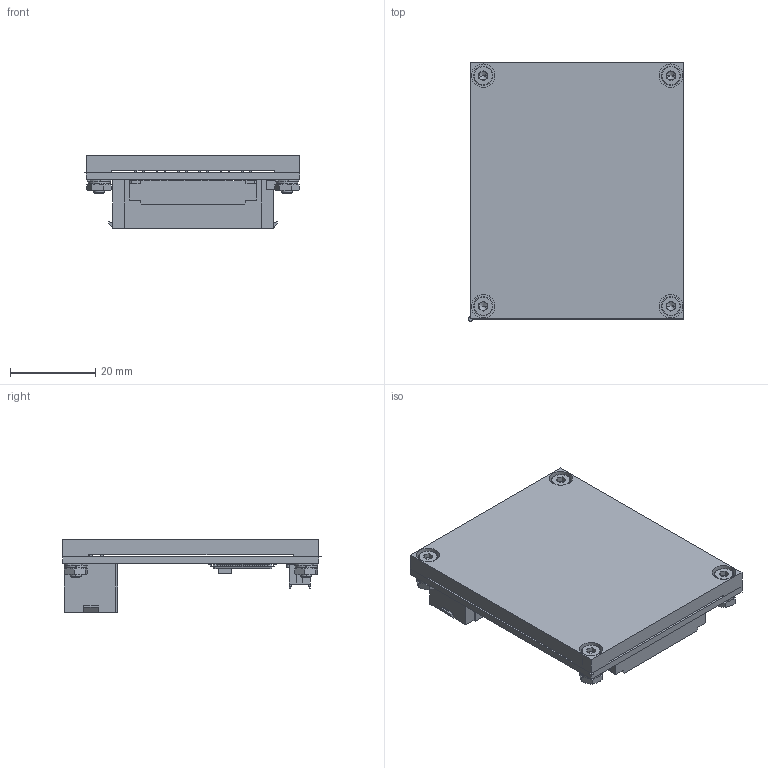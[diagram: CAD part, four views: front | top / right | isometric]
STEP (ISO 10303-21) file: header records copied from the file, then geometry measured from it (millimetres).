
FILE_DESCRIPTION(('FreeCAD Model'),'2;1');
FILE_NAME('Open CASCADE Shape Model','2023-09-28T13:27:01',(''),(''), 'Open CASCADE STEP processor 7.6','FreeCAD','Unknown');
FILE_SCHEMA(('AUTOMOTIVE_DESIGN { 1 0 10303 214 1 1 1 1 }'));
Length unit declared in the file: millimetre
Products named in the file (40): Unnamed001; Unnamed; Open CASCADE STEP translator 6.8 2.1.1.step007; Board.step005; 10144518-062x0xxx.step007; X2.step005; CLP-103-02-F-D-BE-TR.step007; _CLP-103-2-F-D-BE-TR_terminal.step011; _C-106-22-103-BE_Pin.step022; X3.step005; CLP-103-02-F-D-BE-TR.step008; MPT-06-6.30-01-L-V.step007; _MPT06-SDterminal1.step011; _MPT0601pins3.step011; X1.step005; MPT-06-6.30-01-L-V.step008; User_Library-TQFP100_Grid_0_5.step007; User_Library-TQFP100_Grid_0.5_TQFP100_Koerper_2.step011; User_Library-TQFP100_Grid_0.5_TQFP_PIN_2.step1100; Cylinder-4.step011; 6965461584.step007; IC2.step005; User_Library-TQFP100_Grid_0_5.step008; 6965461584.step008; EB-CPB15-HC-6F_W006; EB-CPB15-HC-6F_W005.step003; Board.step006; X2.step006; X3.step006; CLP-103-02-F-D-BE-TR.step009; X1.step006; MPT-06-6.30-01-L-V.step009; IC2.step006; User_Library-TQFP100_Grid_0_5.step009; 6965461584.step009; ISO 4762 M2.5 x 6 - 6N_ISO 4762 M2.5 x 6 - 6N004; DIN 6797-A2.7_DIN 6797-A2.011; Spring washer DIN 128 - A2.5_Spring washer DIN 128 - A2.009; ISO - 4035 - M2.5 - N_ISO - 4035 - M2.5 - N004; Radiator_W0005 flat002
Assembly tree (370 placements, depth 7):
  Unnamed001
    Unnamed
      Open CASCADE STEP translator 6.8 2.1.1.step007
      Board.step005
        Open CASCADE STEP translator 6.8 2.1.1.step007
      10144518-062x0xxx.step007
      X2.step005
        10144518-062x0xxx.step007
      CLP-103-02-F-D-BE-TR.step007
        _CLP-103-2-F-D-BE-TR_terminal.step011
        _C-106-22-103-BE_Pin.step022  x2
      X3.step005
        CLP-103-02-F-D-BE-TR.step008
          _CLP-103-2-F-D-BE-TR_terminal.step011
          _C-106-22-103-BE_Pin.step022  x2
      MPT-06-6.30-01-L-V.step007
        _MPT06-SDterminal1.step011
        _MPT0601pins3.step011
      X1.step005
        MPT-06-6.30-01-L-V.step008
          _MPT06-SDterminal1.step011
          _MPT0601pins3.step011
      User_Library-TQFP100_Grid_0_5.step007
        User_Library-TQFP100_Grid_0.5_TQFP100_Koerper_2.step011
        User_Library-TQFP100_Grid_0.5_TQFP_PIN_2.step1100  x100
      Cylinder-4.step011
      6965461584.step007
        Cylinder-4.step011
      IC2.step005
        User_Library-TQFP100_Grid_0_5.step008
          User_Library-TQFP100_Grid_0.5_TQFP100_Koerper_2.step011
          User_Library-TQFP100_Grid_0.5_TQFP_PIN_2.step1100  x100
        6965461584.step008
          Cylinder-4.step011
      EB-CPB15-HC-6F_W006
        EB-CPB15-HC-6F_W005.step003
          Board.step006
            Open CASCADE STEP translator 6.8 2.1.1.step007
          X2.step006
            10144518-062x0xxx.step007
          X3.step006
            CLP-103-02-F-D-BE-TR.step009
              _CLP-103-2-F-D-BE-TR_terminal.step011
              _C-106-22-103-BE_Pin.step022  x2
          X1.step006
            MPT-06-6.30-01-L-V.step009
              _MPT06-SDterminal1.step011
              _MPT0601pins3.step011
          IC2.step006
            User_Library-TQFP100_Grid_0_5.step009
              User_Library-TQFP100_Grid_0.5_TQFP100_Koerper_2.step011
              User_Library-TQFP100_Grid_0.5_TQFP_PIN_2.step1100  x100
            6965461584.step009
              Cylinder-4.step011
      ISO 4762 M2.5 x 6 - 6N_ISO 4762 M2.5 x 6 - 6N004  x4
      DIN 6797-A2.7_DIN 6797-A2.011  x4
      Spring washer DIN 128 - A2.5_Spring washer DIN 128 - A2.009  x4
      ISO - 4035 - M2.5 - N_ISO - 4035 - M2.5 - N004  x4
      Radiator_W0005 flat002
Bounding box: 50.5 x 60.5 x 17.01 mm (x, y, z)
Volume: 33734.7 mm3; surface area: 49608.7 mm2
Topology: 345 solids, 345 shells, 20534 faces, 49102 edges, 26852 vertices
Faces by surface type: cylinder 7974, plane 7572, bspline 4812, cone 140, torus 24, sphere 12
Entity records: 145276 total; most frequent: CARTESIAN_POINT 29156, DIRECTION 20845, LINE 14609, VECTOR 14609, ORIENTED_EDGE 10808, PCURVE 10808, DEFINITIONAL_REPRESENTATION 10808, EDGE_CURVE 5404
